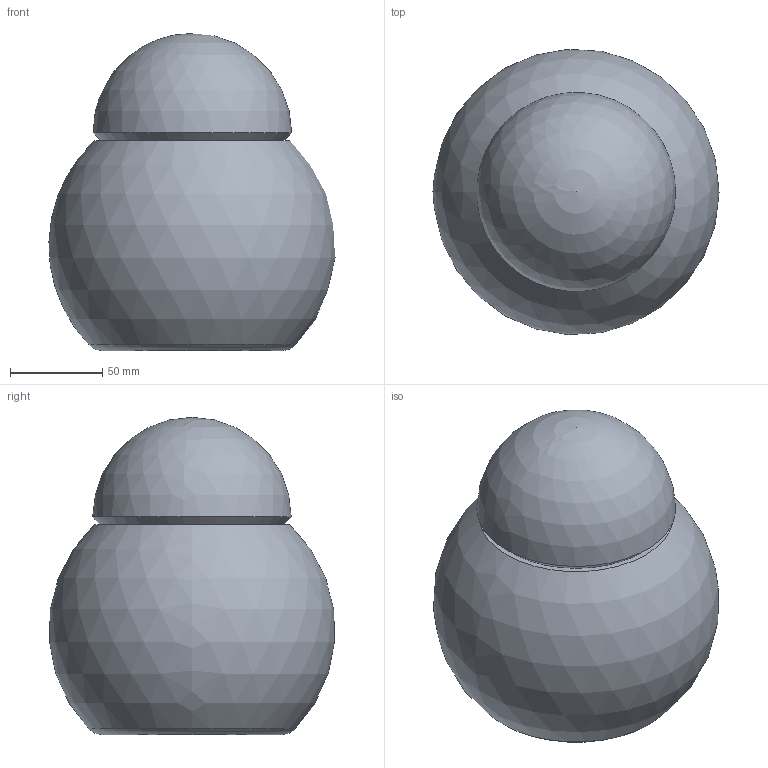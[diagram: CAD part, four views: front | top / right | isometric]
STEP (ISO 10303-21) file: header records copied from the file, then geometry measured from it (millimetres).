
FILE_DESCRIPTION(/* description */ (''),/* implementation_level */ '2;1');
FILE_NAME(/* name */ 'F502800100BINE.stp',/* time_stamp */ '2020-01-13T14:42:22+01:00',/* author */ ('sghezzi'),/* organization */ (''),/* preprocessor_version */ 'ST-DEVELOPER v17.2',/* originating_system */ 'Autodesk Inventor 2019',/* authorisation */ '');
FILE_SCHEMA (('AUTOMOTIVE_DESIGN { 1 0 10303 214 3 1 1 }'));
Length unit declared in the file: millimetre
Products named in the file (3): F502800100BINE; 5028_002600030; 5028_002600031
Assembly tree (2 placements, depth 2):
  F502800100BINE
    5028_002600030
    5028_002600031
Bounding box: 155.42 x 154.91 x 172.27 mm (x, y, z)
Volume: 274769.3 mm3; surface area: 185645.1 mm2
Topology: 2 solids, 2 shells, 18 faces, 58 edges, 44 vertices
Faces by surface type: sphere 8, plane 4, torus 4, cone 2
Entity records: 805 total; most frequent: DIRECTION 152, CARTESIAN_POINT 121, ORIENTED_EDGE 108, AXIS2_PLACEMENT_3D 75, EDGE_CURVE 54, CIRCLE 52, VERTEX_POINT 44, EDGE_LOOP 22
